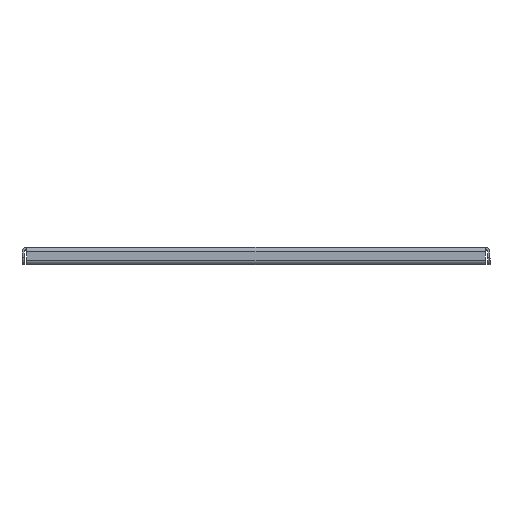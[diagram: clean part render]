
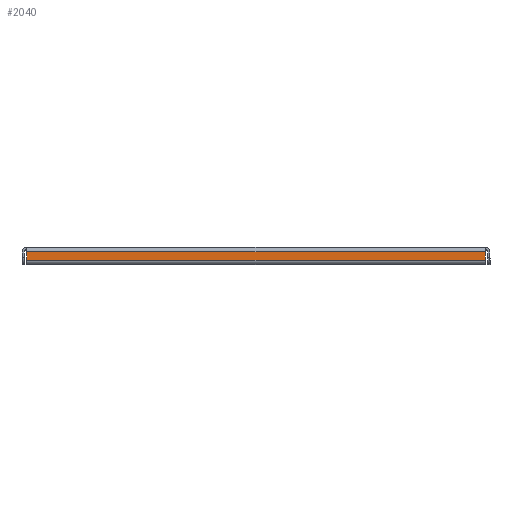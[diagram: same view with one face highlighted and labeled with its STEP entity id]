
A CAD part, front view. The second image highlights one B-rep face of the part: STEP entity #2040.
In plain terms, the highlighted planar face has unit normal (0, -1, 0).
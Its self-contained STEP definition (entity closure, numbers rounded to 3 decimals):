
#36 = DIRECTION ( 'NONE',  ( 0., 0., 1. ) ) ;
#350 = CARTESIAN_POINT ( 'NONE',  ( 195.5, -350., -4. ) ) ;
#403 = DIRECTION ( 'NONE',  ( 1., 0., 0. ) ) ;
#431 = EDGE_CURVE ( 'NONE', #1341, #814, #2826, .T. ) ;
#483 = PLANE ( 'NONE',  #2308 ) ;
#494 = CARTESIAN_POINT ( 'NONE',  ( 195.5, -350., -11. ) ) ;
#750 = EDGE_CURVE ( 'NONE', #1341, #1283, #1287, .T. ) ;
#777 = DIRECTION ( 'NONE',  ( 0., 0., -1. ) ) ;
#814 = VERTEX_POINT ( 'NONE', #1528 ) ;
#922 = VECTOR ( 'NONE', #777, 1000. ) ;
#1002 = VECTOR ( 'NONE', #403, 1000. ) ;
#1084 = CARTESIAN_POINT ( 'NONE',  ( 195.5, -350., -4. ) ) ;
#1121 = EDGE_LOOP ( 'NONE', ( #1944, #1895, #2056, #2437 ) ) ;
#1175 = EDGE_CURVE ( 'NONE', #814, #1459, #2196, .T. ) ;
#1184 = CARTESIAN_POINT ( 'NONE',  ( -195.5, -350., -11. ) ) ;
#1283 = VERTEX_POINT ( 'NONE', #494 ) ;
#1287 = LINE ( 'NONE', #2457, #1002 ) ;
#1341 = VERTEX_POINT ( 'NONE', #1184 ) ;
#1459 = VERTEX_POINT ( 'NONE', #350 ) ;
#1509 = LINE ( 'NONE', #2848, #922 ) ;
#1528 = CARTESIAN_POINT ( 'NONE',  ( -195.5, -350., -4. ) ) ;
#1686 = CARTESIAN_POINT ( 'NONE',  ( -195.5, -350., -15. ) ) ;
#1846 = DIRECTION ( 'NONE',  ( 0., 1., 0. ) ) ;
#1895 = ORIENTED_EDGE ( 'NONE', *, *, #2463, .F. ) ;
#1944 = ORIENTED_EDGE ( 'NONE', *, *, #750, .T. ) ;
#2018 = VECTOR ( 'NONE', #36, 1000. ) ;
#2040 = ADVANCED_FACE ( 'NONE', ( #2325 ), #483, .F. ) ;
#2056 = ORIENTED_EDGE ( 'NONE', *, *, #1175, .F. ) ;
#2146 = CARTESIAN_POINT ( 'NONE',  ( 0., -350., 0. ) ) ;
#2196 = LINE ( 'NONE', #1084, #2352 ) ;
#2308 = AXIS2_PLACEMENT_3D ( 'NONE', #2146, #1846, #2598 ) ;
#2325 = FACE_OUTER_BOUND ( 'NONE', #1121, .T. ) ;
#2352 = VECTOR ( 'NONE', #2489, 1000. ) ;
#2437 = ORIENTED_EDGE ( 'NONE', *, *, #431, .F. ) ;
#2457 = CARTESIAN_POINT ( 'NONE',  ( -195.5, -350., -11. ) ) ;
#2463 = EDGE_CURVE ( 'NONE', #1459, #1283, #1509, .T. ) ;
#2489 = DIRECTION ( 'NONE',  ( 1., 0., 0. ) ) ;
#2598 = DIRECTION ( 'NONE',  ( 0., 0., 1. ) ) ;
#2826 = LINE ( 'NONE', #1686, #2018 ) ;
#2848 = CARTESIAN_POINT ( 'NONE',  ( 195.5, -350., -2. ) ) ;
